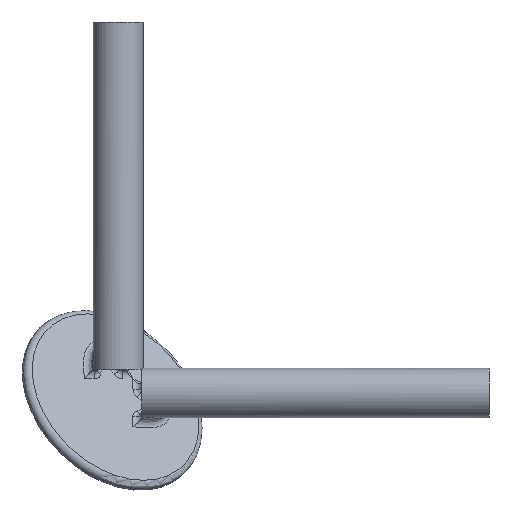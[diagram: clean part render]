
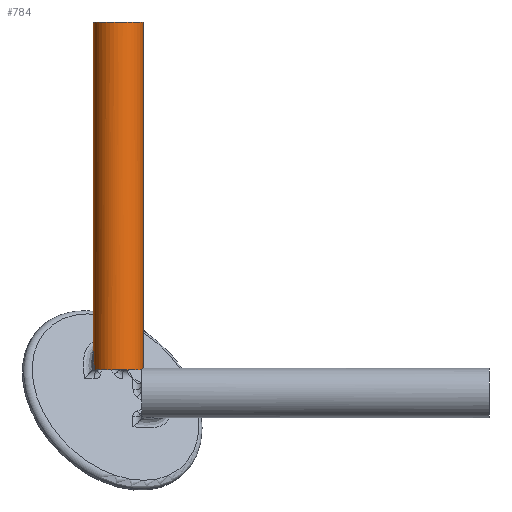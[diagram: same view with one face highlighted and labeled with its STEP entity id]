
A CAD part, top view. The second image highlights one B-rep face of the part: STEP entity #784.
In plain terms, the highlighted cylindrical face has radius 4 mm (diameter 8 mm), a full revolution.
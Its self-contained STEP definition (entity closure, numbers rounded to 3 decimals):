
#85=FACE_OUTER_BOUND('',#128,.T.);
#128=EDGE_LOOP('',(#703,#704,#705,#706,#707,#708,#709,#710,#711,#712,#713));
#193=B_SPLINE_CURVE_WITH_KNOTS('',3,(#2420,#2421,#2422,#2423,#2424),
 .UNSPECIFIED.,.F.,.F.,(4,1,4),(-10.818,-10.296,-10.294),
 .UNSPECIFIED.);
#194=B_SPLINE_CURVE_WITH_KNOTS('',3,(#2425,#2426,#2427,#2428,#2429,#2430,
#2431,#2432,#2433),.UNSPECIFIED.,.F.,.F.,(4,1,1,1,1,1,4),(-10.294,
-10.036,-9.254,-8.733,-8.212,-7.691,
-7.17),.UNSPECIFIED.);
#222=CIRCLE('',#855,4.);
#223=CIRCLE('',#856,4.);
#225=CIRCLE('',#860,4.);
#246=LINE('',#2077,#267);
#248=LINE('',#2081,#269);
#249=LINE('',#2437,#270);
#267=VECTOR('',#977,10.);
#269=VECTOR('',#979,10.);
#270=VECTOR('',#1004,4.);
#282=ELLIPSE('',#861,5.657,4.);
#283=ELLIPSE('',#862,5.657,4.);
#342=VERTEX_POINT('',#2074);
#343=VERTEX_POINT('',#2076);
#344=VERTEX_POINT('',#2078);
#345=VERTEX_POINT('',#2080);
#351=VERTEX_POINT('',#2105);
#352=VERTEX_POINT('',#2111);
#359=VERTEX_POINT('',#2419);
#360=VERTEX_POINT('',#2435);
#361=VERTEX_POINT('',#2438);
#453=EDGE_CURVE('',#343,#342,#246,.T.);
#455=EDGE_CURVE('',#345,#344,#248,.T.);
#464=EDGE_CURVE('',#344,#351,#222,.T.);
#465=EDGE_CURVE('',#352,#343,#223,.T.);
#477=EDGE_CURVE('',#352,#359,#193,.T.);
#478=EDGE_CURVE('',#359,#351,#194,.T.);
#479=EDGE_CURVE('',#360,#360,#225,.T.);
#480=EDGE_CURVE('',#360,#359,#249,.T.);
#481=EDGE_CURVE('',#342,#361,#282,.T.);
#482=EDGE_CURVE('',#361,#345,#283,.T.);
#703=ORIENTED_EDGE('',*,*,#479,.F.);
#704=ORIENTED_EDGE('',*,*,#480,.T.);
#705=ORIENTED_EDGE('',*,*,#477,.F.);
#706=ORIENTED_EDGE('',*,*,#465,.T.);
#707=ORIENTED_EDGE('',*,*,#453,.T.);
#708=ORIENTED_EDGE('',*,*,#481,.T.);
#709=ORIENTED_EDGE('',*,*,#482,.T.);
#710=ORIENTED_EDGE('',*,*,#455,.T.);
#711=ORIENTED_EDGE('',*,*,#464,.T.);
#712=ORIENTED_EDGE('',*,*,#478,.F.);
#713=ORIENTED_EDGE('',*,*,#480,.F.);
#747=CYLINDRICAL_SURFACE('',#859,4.);
#784=ADVANCED_FACE('',(#85),#747,.T.);
#855=AXIS2_PLACEMENT_3D('',#2110,#992,#993);
#856=AXIS2_PLACEMENT_3D('',#2112,#994,#995);
#859=AXIS2_PLACEMENT_3D('',#2434,#1000,#1001);
#860=AXIS2_PLACEMENT_3D('',#2436,#1002,#1003);
#861=AXIS2_PLACEMENT_3D('',#2439,#1005,#1006);
#862=AXIS2_PLACEMENT_3D('',#2440,#1007,#1008);
#977=DIRECTION('',(0.,1.,0.));
#979=DIRECTION('',(0.,-1.,0.));
#992=DIRECTION('center_axis',(0.,1.,0.));
#993=DIRECTION('ref_axis',(1.,0.,0.));
#994=DIRECTION('center_axis',(0.,1.,0.));
#995=DIRECTION('ref_axis',(1.,0.,0.));
#1000=DIRECTION('center_axis',(0.,1.,0.));
#1001=DIRECTION('ref_axis',(1.,0.,0.));
#1002=DIRECTION('center_axis',(0.,1.,0.));
#1003=DIRECTION('ref_axis',(1.,0.,0.));
#1004=DIRECTION('',(0.,-1.,0.));
#1005=DIRECTION('center_axis',(-0.707,0.707,0.));
#1006=DIRECTION('ref_axis',(-0.707,-0.707,0.));
#1007=DIRECTION('center_axis',(-0.707,0.707,0.));
#1008=DIRECTION('ref_axis',(-0.707,-0.707,0.));
#2074=CARTESIAN_POINT('',(3.775,0.025,1.322));
#2076=CARTESIAN_POINT('',(3.775,0.,1.322));
#2077=CARTESIAN_POINT('',(3.775,0.,1.322));
#2078=CARTESIAN_POINT('',(3.775,0.,-1.322));
#2080=CARTESIAN_POINT('',(3.775,0.025,-1.322));
#2081=CARTESIAN_POINT('',(3.775,0.,-1.322));
#2105=CARTESIAN_POINT('',(2.472,0.,-3.145));
#2110=CARTESIAN_POINT('Origin',(0.,0.,0.));
#2111=CARTESIAN_POINT('',(-3.792,0.,1.274));
#2112=CARTESIAN_POINT('Origin',(0.,0.,0.));
#2419=CARTESIAN_POINT('',(-4.,3.13,0.));
#2420=CARTESIAN_POINT('Ctrl Pts',(-3.792,0.,
1.274));
#2421=CARTESIAN_POINT('Ctrl Pts',(-3.918,1.167,0.899));
#2422=CARTESIAN_POINT('Ctrl Pts',(-3.998,2.221,0.463));
#2423=CARTESIAN_POINT('Ctrl Pts',(-4.,3.126,0.002));
#2424=CARTESIAN_POINT('Ctrl Pts',(-4.,3.13,0.));
#2425=CARTESIAN_POINT('Ctrl Pts',(-4.,3.13,0.));
#2426=CARTESIAN_POINT('Ctrl Pts',(-4.001,3.577,-0.228));
#2427=CARTESIAN_POINT('Ctrl Pts',(-3.928,5.23,-1.173));
#2428=CARTESIAN_POINT('Ctrl Pts',(-3.228,6.69,-2.651));
#2429=CARTESIAN_POINT('Ctrl Pts',(-1.648,6.688,-3.765));
#2430=CARTESIAN_POINT('Ctrl Pts',(-0.066,5.531,
-4.099));
#2431=CARTESIAN_POINT('Ctrl Pts',(1.4,3.268,-3.833));
#2432=CARTESIAN_POINT('Ctrl Pts',(2.158,1.174,-3.392));
#2433=CARTESIAN_POINT('Ctrl Pts',(2.472,0.,
-3.145));
#2434=CARTESIAN_POINT('Origin',(0.,0.,0.));
#2435=CARTESIAN_POINT('',(-4.,56.,0.));
#2436=CARTESIAN_POINT('Origin',(0.,56.,0.));
#2437=CARTESIAN_POINT('',(-4.,0.,0.));
#2438=CARTESIAN_POINT('',(4.,0.25,0.));
#2439=CARTESIAN_POINT('Origin',(0.,-3.75,0.));
#2440=CARTESIAN_POINT('Origin',(0.,-3.75,0.));
